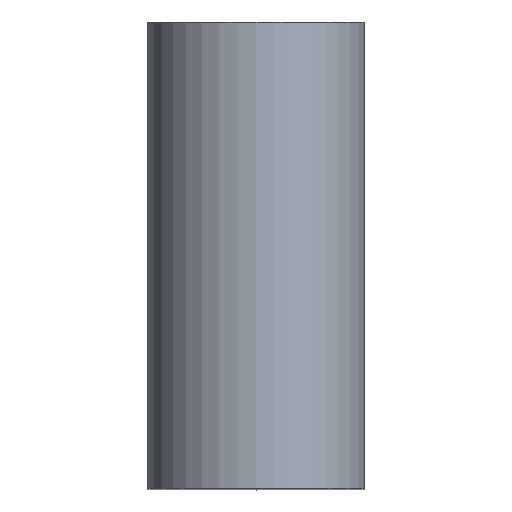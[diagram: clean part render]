
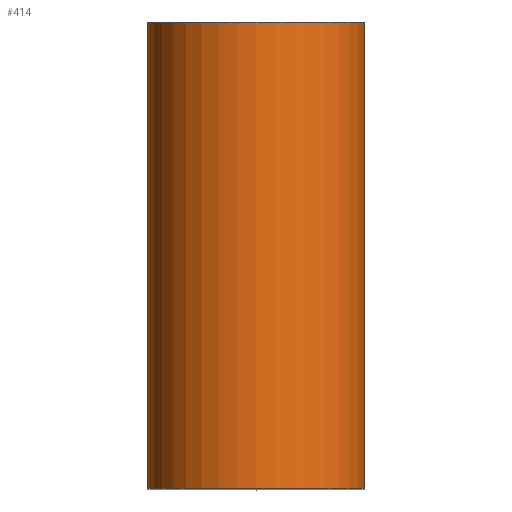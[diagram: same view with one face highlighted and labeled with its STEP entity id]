
A CAD part, top view. The second image highlights one B-rep face of the part: STEP entity #414.
In plain terms, the highlighted cylindrical face has radius 4.445 mm (diameter 8.89 mm), a partial arc.
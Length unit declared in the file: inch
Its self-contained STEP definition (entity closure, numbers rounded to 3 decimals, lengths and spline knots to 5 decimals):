
#56 = CIRCLE ( 'NONE', #449, 0.175 ) ;
#61 = CYLINDRICAL_SURFACE ( 'NONE', #166, 0.175 ) ;
#79 = VECTOR ( 'NONE', #242, 39.37008 ) ;
#94 = CARTESIAN_POINT ( 'NONE',  ( 0.88211, 0.375, 0.70711 ) ) ;
#101 = DIRECTION ( 'NONE',  ( 0., 0., 1. ) ) ;
#104 = VERTEX_POINT ( 'NONE', #506 ) ;
#111 = ORIENTED_EDGE ( 'NONE', *, *, #234, .T. ) ;
#140 = LINE ( 'NONE', #634, #79 ) ;
#166 = AXIS2_PLACEMENT_3D ( 'NONE', #657, #494, #541 ) ;
#203 = EDGE_LOOP ( 'NONE', ( #111, #625, #542, #427 ) ) ;
#204 = VERTEX_POINT ( 'NONE', #423 ) ;
#234 = EDGE_CURVE ( 'NONE', #204, #326, #56, .T. ) ;
#242 = DIRECTION ( 'NONE',  ( 0., -1., 0. ) ) ;
#245 = VECTOR ( 'NONE', #628, 39.37008 ) ;
#271 = CARTESIAN_POINT ( 'NONE',  ( 0.70711, 0.375, 0.70711 ) ) ;
#272 = EDGE_CURVE ( 'NONE', #104, #535, #627, .T. ) ;
#275 = CARTESIAN_POINT ( 'NONE',  ( 0.88211, -0.375, 0.70711 ) ) ;
#326 = VERTEX_POINT ( 'NONE', #275 ) ;
#368 = DIRECTION ( 'NONE',  ( 0., 1., 0. ) ) ;
#409 = LINE ( 'NONE', #94, #245 ) ;
#414 = ADVANCED_FACE ( 'NONE', ( #644 ), #61, .T. ) ;
#423 = CARTESIAN_POINT ( 'NONE',  ( 0.53211, -0.375, 0.70711 ) ) ;
#427 = ORIENTED_EDGE ( 'NONE', *, *, #616, .T. ) ;
#448 = EDGE_CURVE ( 'NONE', #535, #326, #409, .T. ) ;
#449 = AXIS2_PLACEMENT_3D ( 'NONE', #641, #368, #101 ) ;
#492 = DIRECTION ( 'NONE',  ( 0., 0., 1. ) ) ;
#494 = DIRECTION ( 'NONE',  ( 0., -1., 0. ) ) ;
#497 = DIRECTION ( 'NONE',  ( 0., 1., 0. ) ) ;
#506 = CARTESIAN_POINT ( 'NONE',  ( 0.53211, 0.375, 0.70711 ) ) ;
#535 = VERTEX_POINT ( 'NONE', #586 ) ;
#541 = DIRECTION ( 'NONE',  ( 0., 0., -1. ) ) ;
#542 = ORIENTED_EDGE ( 'NONE', *, *, #272, .F. ) ;
#586 = CARTESIAN_POINT ( 'NONE',  ( 0.88211, 0.375, 0.70711 ) ) ;
#616 = EDGE_CURVE ( 'NONE', #104, #204, #140, .T. ) ;
#625 = ORIENTED_EDGE ( 'NONE', *, *, #448, .F. ) ;
#627 = CIRCLE ( 'NONE', #681, 0.175 ) ;
#628 = DIRECTION ( 'NONE',  ( 0., -1., 0. ) ) ;
#634 = CARTESIAN_POINT ( 'NONE',  ( 0.53211, 0.375, 0.70711 ) ) ;
#641 = CARTESIAN_POINT ( 'NONE',  ( 0.70711, -0.375, 0.70711 ) ) ;
#644 = FACE_OUTER_BOUND ( 'NONE', #203, .T. ) ;
#657 = CARTESIAN_POINT ( 'NONE',  ( 0.70711, 0.375, 0.70711 ) ) ;
#681 = AXIS2_PLACEMENT_3D ( 'NONE', #271, #497, #492 ) ;
